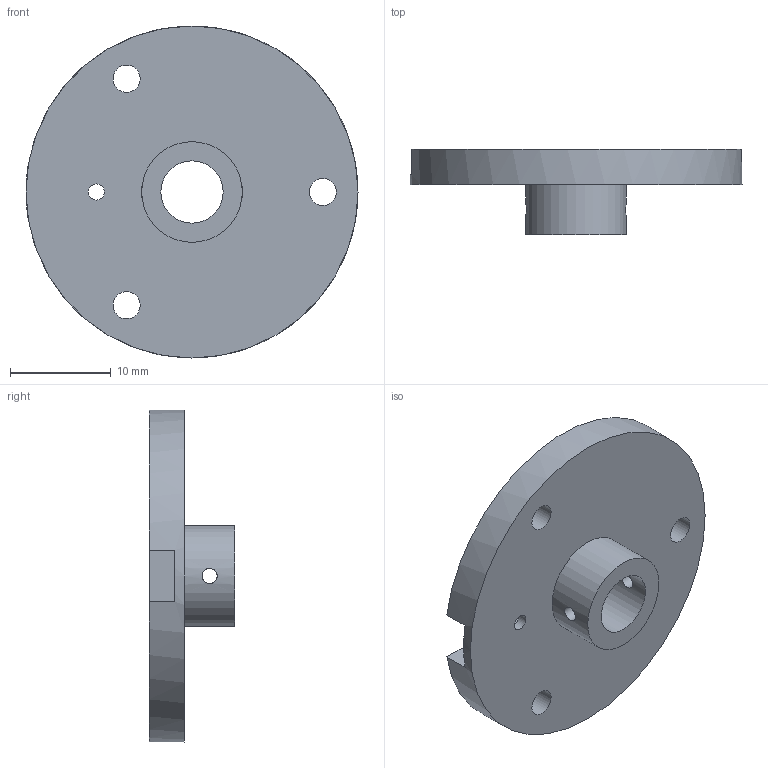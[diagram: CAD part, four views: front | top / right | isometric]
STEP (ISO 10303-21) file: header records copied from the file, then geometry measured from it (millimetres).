
FILE_DESCRIPTION(/* description */ (''),/* implementation_level */ '2;1');
FILE_NAME(/* name */ 'Swing Arm(left).step',/* time_stamp */ '2023-07-30T19:09:43+08:00',/* author */ (''),/* organization */ (''),/* preprocessor_version */ 'ST-DEVELOPER v19.2',/* originating_system */ 'Autodesk Translation Framework v11.17.0.187',/* authorisation */ '');
FILE_SCHEMA (('AUTOMOTIVE_DESIGN { 1 0 10303 214 3 1 1 }'));
Length unit declared in the file: millimetre
Products named in the file (1): Swing Arm(left)
Bounding box: 33 x 8.5 x 33 mm (x, y, z)
Volume: 2918.7 mm3; surface area: 2457.2 mm2
Topology: 1 solids, 1 shells, 16 faces, 46 edges, 31 vertices
Faces by surface type: cylinder 9, plane 7
Full cylindrical faces by diameter (mm): 1.5 x2, 1.6 x1, 2.7 x3, 6.2 x1, 10 x1, 33 x1
Entity records: 704 total; most frequent: CARTESIAN_POINT 232, ORIENTED_EDGE 92, DIRECTION 87, EDGE_CURVE 46, AXIS2_PLACEMENT_3D 33, VERTEX_POINT 31, EDGE_LOOP 29, LINE 21
